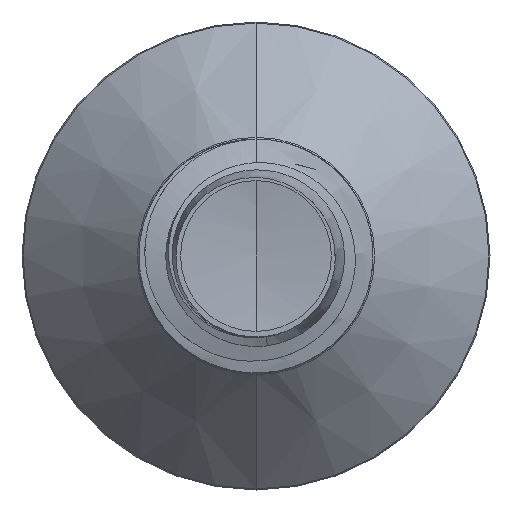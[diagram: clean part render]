
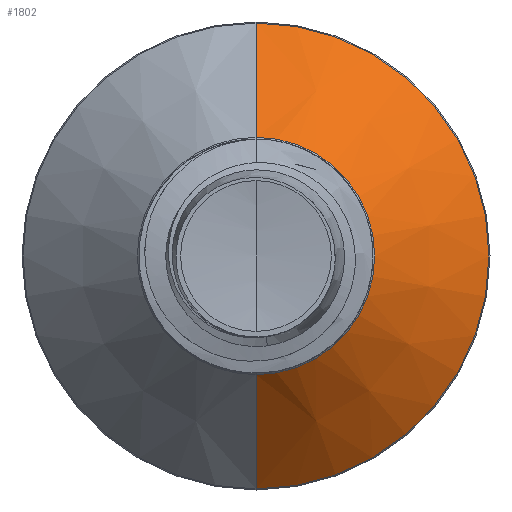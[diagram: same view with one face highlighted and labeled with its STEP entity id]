
A CAD part, front view. The second image highlights one B-rep face of the part: STEP entity #1802.
In plain terms, the highlighted conical face has half-angle 45 degrees and reference radius 1.522 mm.
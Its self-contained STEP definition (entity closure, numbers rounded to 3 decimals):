
#788 = CARTESIAN_POINT ( 'NONE',  ( 0., 11.937, 2.987 ) ) ;
#944 = VERTEX_POINT ( 'NONE', #7063 ) ;
#1296 = ORIENTED_EDGE ( 'NONE', *, *, #8570, .T. ) ;
#1553 = LINE ( 'NONE', #27190, #31945 ) ;
#1802 = ADVANCED_FACE ( 'NONE', ( #8594 ), #18686, .T. ) ;
#1830 = CARTESIAN_POINT ( 'NONE',  ( 0., 10.472, -1.522 ) ) ;
#4424 = VERTEX_POINT ( 'NONE', #788 ) ;
#4709 = EDGE_LOOP ( 'NONE', ( #1296, #19530, #22349, #26520 ) ) ;
#5116 = VERTEX_POINT ( 'NONE', #16022 ) ;
#6199 = VECTOR ( 'NONE', #19259, 1000. ) ;
#6682 = LINE ( 'NONE', #1830, #6199 ) ;
#7063 = CARTESIAN_POINT ( 'NONE',  ( 0., 10.472, 1.522 ) ) ;
#8570 = EDGE_CURVE ( 'NONE', #944, #5116, #17119, .T. ) ;
#8594 = FACE_OUTER_BOUND ( 'NONE', #4709, .T. ) ;
#9149 = DIRECTION ( 'NONE',  ( 0., 1., 0. ) ) ;
#9621 = CIRCLE ( 'NONE', #11480, 2.987 ) ;
#11480 = AXIS2_PLACEMENT_3D ( 'NONE', #23981, #9149, #26446 ) ;
#12077 = CARTESIAN_POINT ( 'NONE',  ( 0., 10.472, 0. ) ) ;
#14564 = DIRECTION ( 'NONE',  ( 0., 0., 1. ) ) ;
#16022 = CARTESIAN_POINT ( 'NONE',  ( 0., 10.472, -1.522 ) ) ;
#16353 = DIRECTION ( 'NONE',  ( 0., 0., 1. ) ) ;
#16582 = DIRECTION ( 'NONE',  ( 0., 1., 0. ) ) ;
#17119 = CIRCLE ( 'NONE', #25733, 1.522 ) ;
#17945 = AXIS2_PLACEMENT_3D ( 'NONE', #20507, #16582, #16353 ) ;
#18686 = CONICAL_SURFACE ( 'NONE', #17945, 1.522, 0.785 ) ;
#19259 = DIRECTION ( 'NONE',  ( 0., 0.707, -0.707 ) ) ;
#19530 = ORIENTED_EDGE ( 'NONE', *, *, #30730, .T. ) ;
#20214 = CARTESIAN_POINT ( 'NONE',  ( 0., 11.937, -2.987 ) ) ;
#20507 = CARTESIAN_POINT ( 'NONE',  ( 0., 10.472, 0. ) ) ;
#22073 = EDGE_CURVE ( 'NONE', #4424, #27439, #9621, .T. ) ;
#22349 = ORIENTED_EDGE ( 'NONE', *, *, #22073, .F. ) ;
#22682 = EDGE_CURVE ( 'NONE', #944, #4424, #1553, .T. ) ;
#23981 = CARTESIAN_POINT ( 'NONE',  ( 0., 11.937, 0. ) ) ;
#25733 = AXIS2_PLACEMENT_3D ( 'NONE', #12077, #29352, #14564 ) ;
#26446 = DIRECTION ( 'NONE',  ( 0., 0., 1. ) ) ;
#26520 = ORIENTED_EDGE ( 'NONE', *, *, #22682, .F. ) ;
#27190 = CARTESIAN_POINT ( 'NONE',  ( 0., 10.472, 1.522 ) ) ;
#27439 = VERTEX_POINT ( 'NONE', #20214 ) ;
#29352 = DIRECTION ( 'NONE',  ( 0., 1., 0. ) ) ;
#29671 = DIRECTION ( 'NONE',  ( 0., 0.707, 0.707 ) ) ;
#30730 = EDGE_CURVE ( 'NONE', #5116, #27439, #6682, .T. ) ;
#31945 = VECTOR ( 'NONE', #29671, 1000. ) ;
